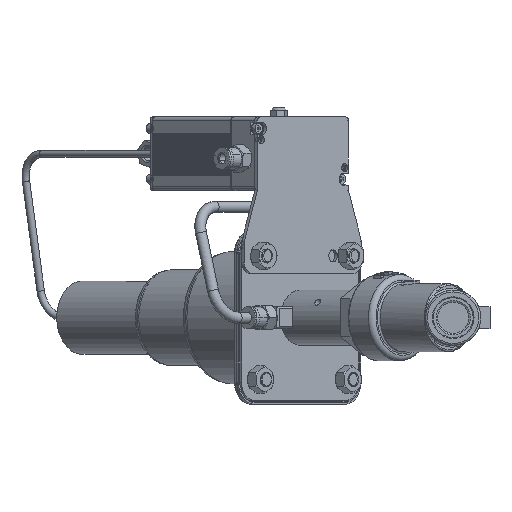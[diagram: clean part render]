
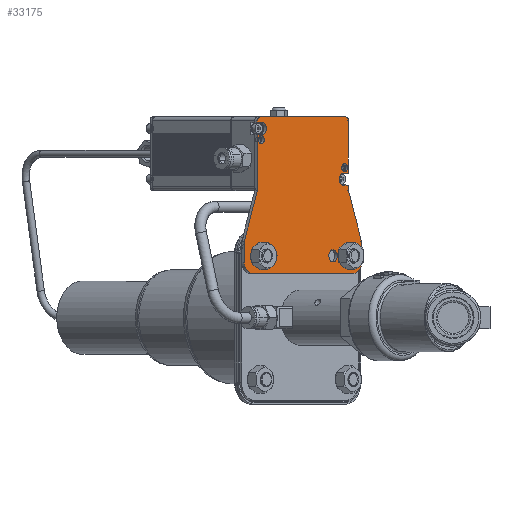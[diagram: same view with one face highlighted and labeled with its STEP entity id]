
A CAD part, left-side view. The second image highlights one B-rep face of the part: STEP entity #33175.
In plain terms, the highlighted planar face has unit normal (-0.707, -0.707, 0).
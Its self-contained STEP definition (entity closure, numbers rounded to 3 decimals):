
#32295=CARTESIAN_POINT('',(96.604,68.152,33.585));
#32296=VERTEX_POINT('',#32295);
#32297=CARTESIAN_POINT('',(98.902,65.853,33.585));
#32298=DIRECTION('',(-0.707,-0.707,-0.0));
#32299=DIRECTION('',(-0.707,0.707,0.0));
#32300=AXIS2_PLACEMENT_3D('',#32297,#32298,#32299);
#32301=CIRCLE('',#32300,3.25);
#32302=EDGE_CURVE('n� 1928',#32296,#32296,#32301,.T.);
#32323=CARTESIAN_POINT('',(63.862,100.894,33.585));
#32324=VERTEX_POINT('',#32323);
#32325=CARTESIAN_POINT('',(66.16,98.596,33.585));
#32326=DIRECTION('',(-0.707,-0.707,-0.0));
#32327=DIRECTION('',(-0.707,0.707,0.0));
#32328=AXIS2_PLACEMENT_3D('',#32325,#32326,#32327);
#32329=CIRCLE('',#32328,3.25);
#32330=EDGE_CURVE('n� 2874',#32324,#32324,#32329,.T.);
#32351=CARTESIAN_POINT('',(55.599,109.157,33.588));
#32352=VERTEX_POINT('',#32351);
#32353=CARTESIAN_POINT('',(58.781,105.975,33.588));
#32354=DIRECTION('',(-0.707,-0.707,-0.0));
#32355=DIRECTION('',(-0.707,0.707,0.0));
#32356=AXIS2_PLACEMENT_3D('',#32353,#32354,#32355);
#32357=CIRCLE('',#32356,4.5);
#32358=EDGE_CURVE('n� 4102',#32352,#32352,#32357,.T.);
#32379=CARTESIAN_POINT('',(103.099,61.657,33.588));
#32380=VERTEX_POINT('',#32379);
#32381=CARTESIAN_POINT('',(106.281,58.475,33.588));
#32382=DIRECTION('',(-0.707,-0.707,-0.0));
#32383=DIRECTION('',(-0.707,0.707,0.0));
#32384=AXIS2_PLACEMENT_3D('',#32381,#32382,#32383);
#32385=CIRCLE('',#32384,4.5);
#32386=EDGE_CURVE('n� 5544',#32380,#32380,#32385,.T.);
#32407=CARTESIAN_POINT('',(103.568,61.188,81.49));
#32408=VERTEX_POINT('',#32407);
#32409=CARTESIAN_POINT('',(105.159,59.597,81.49));
#32410=DIRECTION('',(-0.707,-0.707,-0.0));
#32411=DIRECTION('',(-0.707,0.707,0.0));
#32412=AXIS2_PLACEMENT_3D('',#32409,#32410,#32411);
#32413=CIRCLE('',#32412,2.25);
#32414=EDGE_CURVE('n� 7146',#32408,#32408,#32413,.T.);
#32435=CARTESIAN_POINT('',(58.313,106.443,96.69));
#32436=VERTEX_POINT('',#32435);
#32437=CARTESIAN_POINT('',(59.904,104.852,96.69));
#32438=DIRECTION('',(-0.707,-0.707,-0.0));
#32439=DIRECTION('',(-0.707,0.707,0.0));
#32440=AXIS2_PLACEMENT_3D('',#32437,#32438,#32439);
#32441=CIRCLE('',#32440,2.25);
#32442=EDGE_CURVE('n� 8877',#32436,#32436,#32441,.T.);
#32463=CARTESIAN_POINT('',(57.783,106.973,107.09));
#32464=VERTEX_POINT('',#32463);
#32471=CARTESIAN_POINT('',(59.197,105.559,109.09));
#32472=VERTEX_POINT('',#32471);
#32473=CARTESIAN_POINT('',(59.197,105.559,107.09));
#32474=DIRECTION('',(0.707,0.707,0.0));
#32475=DIRECTION('',(-0.707,0.707,0.0));
#32476=AXIS2_PLACEMENT_3D('',#32473,#32474,#32475);
#32477=CIRCLE('',#32476,2.0);
#32478=EDGE_CURVE('n� 10676',#32464,#32472,#32477,.T.);
#32502=CARTESIAN_POINT('',(57.783,106.973,106.09));
#32503=VERTEX_POINT('',#32502);
#32510=CARTESIAN_POINT('',(57.783,106.973,106.09));
#32511=DIRECTION('',(0.0,-0.0,1.0));
#32512=VECTOR('',#32511,1.0);
#32513=LINE('',#32510,#32512);
#32514=EDGE_CURVE('n� 12495',#32503,#32464,#32513,.T.);
#32533=CARTESIAN_POINT('',(60.434,104.322,106.09));
#32534=VERTEX_POINT('',#32533);
#32541=CARTESIAN_POINT('',(60.434,104.322,106.09));
#32542=DIRECTION('',(-0.707,0.707,0.0));
#32543=VECTOR('',#32542,1.0);
#32544=LINE('',#32541,#32543);
#32545=EDGE_CURVE('n� 14322',#32534,#32503,#32544,.T.);
#32565=CARTESIAN_POINT('',(60.434,104.322,99.59));
#32566=VERTEX_POINT('',#32565);
#32573=CARTESIAN_POINT('',(60.434,104.322,102.84));
#32574=DIRECTION('',(-0.707,-0.707,-0.0));
#32575=DIRECTION('',(-0.707,0.707,0.0));
#32576=AXIS2_PLACEMENT_3D('',#32573,#32574,#32575);
#32577=CIRCLE('',#32576,3.25);
#32578=EDGE_CURVE('n� 16089',#32566,#32534,#32577,.T.);
#32597=CARTESIAN_POINT('',(57.783,106.973,99.59));
#32598=VERTEX_POINT('',#32597);
#32605=CARTESIAN_POINT('',(57.783,106.973,99.59));
#32606=DIRECTION('',(0.707,-0.707,-0.0));
#32607=VECTOR('',#32606,1.0);
#32608=LINE('',#32605,#32607);
#32609=EDGE_CURVE('n� 17757',#32598,#32566,#32608,.T.);
#32628=CARTESIAN_POINT('',(57.783,106.973,69.09));
#32629=VERTEX_POINT('',#32628);
#32636=CARTESIAN_POINT('',(57.783,106.973,69.09));
#32637=DIRECTION('',(0.0,-0.0,1.0));
#32638=VECTOR('',#32637,1.0);
#32639=LINE('',#32636,#32638);
#32640=EDGE_CURVE('n� 19246',#32629,#32598,#32639,.T.);
#32659=CARTESIAN_POINT('',(50.711,114.044,41.615));
#32660=VERTEX_POINT('',#32659);
#32667=CARTESIAN_POINT('',(50.711,114.044,41.615));
#32668=DIRECTION('',(0.242,-0.242,0.94));
#32669=VECTOR('',#32668,1.0);
#32670=LINE('',#32667,#32669);
#32671=EDGE_CURVE('n� 20534',#32660,#32629,#32670,.T.);
#32690=CARTESIAN_POINT('',(50.711,114.044,30.09));
#32691=VERTEX_POINT('',#32690);
#32698=CARTESIAN_POINT('',(50.711,114.044,30.09));
#32699=DIRECTION('',(0.0,-0.0,1.0));
#32700=VECTOR('',#32699,1.0);
#32701=LINE('',#32698,#32700);
#32702=EDGE_CURVE('n� 21624',#32691,#32660,#32701,.T.);
#32722=CARTESIAN_POINT('',(54.954,109.802,24.09));
#32723=VERTEX_POINT('',#32722);
#32730=CARTESIAN_POINT('',(54.954,109.802,30.09));
#32731=DIRECTION('',(0.707,0.707,0.0));
#32732=DIRECTION('',(-0.707,0.707,0.0));
#32733=AXIS2_PLACEMENT_3D('',#32730,#32731,#32732);
#32734=CIRCLE('',#32733,6.0);
#32735=EDGE_CURVE('n� 22521',#32723,#32691,#32734,.T.);
#32754=CARTESIAN_POINT('',(110.108,54.647,24.09));
#32755=VERTEX_POINT('',#32754);
#32762=CARTESIAN_POINT('',(110.108,54.647,24.09));
#32763=DIRECTION('',(-0.707,0.707,0.0));
#32764=VECTOR('',#32763,1.0);
#32765=LINE('',#32762,#32764);
#32766=EDGE_CURVE('n� 23271',#32755,#32723,#32765,.T.);
#32786=CARTESIAN_POINT('',(114.351,50.405,30.09));
#32787=VERTEX_POINT('',#32786);
#32794=CARTESIAN_POINT('',(110.108,54.647,30.09));
#32795=DIRECTION('',(0.707,0.707,0.0));
#32796=DIRECTION('',(-0.707,0.707,0.0));
#32797=AXIS2_PLACEMENT_3D('',#32794,#32795,#32796);
#32798=CIRCLE('',#32797,6.0);
#32799=EDGE_CURVE('n� 22525',#32787,#32755,#32798,.T.);
#32818=CARTESIAN_POINT('',(114.351,50.405,41.615));
#32819=VERTEX_POINT('',#32818);
#32826=CARTESIAN_POINT('',(114.351,50.405,41.615));
#32827=DIRECTION('',(-0.0,0.0,-1.0));
#32828=VECTOR('',#32827,1.0);
#32829=LINE('',#32826,#32828);
#32830=EDGE_CURVE('n� 21629',#32819,#32787,#32829,.T.);
#32849=CARTESIAN_POINT('',(107.28,57.476,69.09));
#32850=VERTEX_POINT('',#32849);
#32857=CARTESIAN_POINT('',(107.28,57.476,69.09));
#32858=DIRECTION('',(0.242,-0.242,-0.94));
#32859=VECTOR('',#32858,1.0);
#32860=LINE('',#32857,#32859);
#32861=EDGE_CURVE('n� 20539',#32850,#32819,#32860,.T.);
#32880=CARTESIAN_POINT('',(107.28,57.476,72.09));
#32881=VERTEX_POINT('',#32880);
#32888=CARTESIAN_POINT('',(107.28,57.476,72.09));
#32889=DIRECTION('',(-0.0,0.0,-1.0));
#32890=VECTOR('',#32889,1.0);
#32891=LINE('',#32888,#32890);
#32892=EDGE_CURVE('n� 19251',#32881,#32850,#32891,.T.);
#32911=CARTESIAN_POINT('',(104.628,60.128,72.09));
#32912=VERTEX_POINT('',#32911);
#32919=CARTESIAN_POINT('',(104.628,60.128,72.09));
#32920=DIRECTION('',(0.707,-0.707,-0.0));
#32921=VECTOR('',#32920,1.0);
#32922=LINE('',#32919,#32921);
#32923=EDGE_CURVE('n� 17762',#32912,#32881,#32922,.T.);
#32943=CARTESIAN_POINT('',(104.628,60.128,78.59));
#32944=VERTEX_POINT('',#32943);
#32951=CARTESIAN_POINT('',(104.628,60.128,75.34));
#32952=DIRECTION('',(-0.707,-0.707,-0.0));
#32953=DIRECTION('',(-0.707,0.707,0.0));
#32954=AXIS2_PLACEMENT_3D('',#32951,#32952,#32953);
#32955=CIRCLE('',#32954,3.25);
#32956=EDGE_CURVE('n� 16094',#32944,#32912,#32955,.T.);
#32975=CARTESIAN_POINT('',(107.28,57.476,78.59));
#32976=VERTEX_POINT('',#32975);
#32983=CARTESIAN_POINT('',(107.28,57.476,78.59));
#32984=DIRECTION('',(-0.707,0.707,0.0));
#32985=VECTOR('',#32984,1.0);
#32986=LINE('',#32983,#32985);
#32987=EDGE_CURVE('n� 14327',#32976,#32944,#32986,.T.);
#33006=CARTESIAN_POINT('',(107.28,57.476,107.09));
#33007=VERTEX_POINT('',#33006);
#33014=CARTESIAN_POINT('',(107.28,57.476,107.09));
#33015=DIRECTION('',(-0.0,0.0,-1.0));
#33016=VECTOR('',#33015,1.0);
#33017=LINE('',#33014,#33016);
#33018=EDGE_CURVE('n� 12500',#33007,#32976,#33017,.T.);
#33038=CARTESIAN_POINT('',(105.866,58.89,109.09));
#33039=VERTEX_POINT('',#33038);
#33046=CARTESIAN_POINT('',(105.866,58.89,107.09));
#33047=DIRECTION('',(0.707,0.707,0.0));
#33048=DIRECTION('',(-0.707,0.707,0.0));
#33049=AXIS2_PLACEMENT_3D('',#33046,#33047,#33048);
#33050=CIRCLE('',#33049,2.0);
#33051=EDGE_CURVE('n� 10679',#33039,#33007,#33050,.T.);
#33069=CARTESIAN_POINT('',(59.197,105.559,109.09));
#33070=DIRECTION('',(0.707,-0.707,-0.0));
#33071=VECTOR('',#33070,1.0);
#33072=LINE('',#33069,#33071);
#33073=EDGE_CURVE('n� 8891',#32472,#33039,#33072,.T.);
#33130=ORIENTED_EDGE('n� 7159',*,*,#33073,.F.);
#33131=ORIENTED_EDGE('n� 8888',*,*,#32478,.F.);
#33132=ORIENTED_EDGE('n� 10675',*,*,#32514,.F.);
#33133=ORIENTED_EDGE('n� 12494',*,*,#32545,.F.);
#33134=ORIENTED_EDGE('n� 14321',*,*,#32578,.F.);
#33135=ORIENTED_EDGE('n� 16088',*,*,#32609,.F.);
#33136=ORIENTED_EDGE('n� 17756',*,*,#32640,.F.);
#33137=ORIENTED_EDGE('n� 19245',*,*,#32671,.F.);
#33138=ORIENTED_EDGE('n� 20533',*,*,#32702,.F.);
#33139=ORIENTED_EDGE('n� 21623',*,*,#32735,.F.);
#33140=ORIENTED_EDGE('n� 22520',*,*,#32766,.F.);
#33141=ORIENTED_EDGE('n� 21627',*,*,#32799,.F.);
#33142=ORIENTED_EDGE('n� 20537',*,*,#32830,.F.);
#33143=ORIENTED_EDGE('n� 19249',*,*,#32861,.F.);
#33144=ORIENTED_EDGE('n� 17760',*,*,#32892,.F.);
#33145=ORIENTED_EDGE('n� 16092',*,*,#32923,.F.);
#33146=ORIENTED_EDGE('n� 14325',*,*,#32956,.F.);
#33147=ORIENTED_EDGE('n� 12498',*,*,#32987,.F.);
#33148=ORIENTED_EDGE('n� 10677',*,*,#33018,.F.);
#33149=ORIENTED_EDGE('n� 8889',*,*,#33051,.F.);
#33150=EDGE_LOOP('',(
    #33130,#33131,#33132,#33133,#33134,#33135,#33136,#33137,#33138,#33139,
    #33140,#33141,#33142,#33143,#33144,#33145,#33146,#33147,#33148,#33149));
#33151=FACE_OUTER_BOUND('',#33150,.T.);
#33152=ORIENTED_EDGE('n� 8876',*,*,#32442,.F.);
#33153=EDGE_LOOP('',(#33152));
#33154=FACE_BOUND('',#33153,.T.);
#33155=ORIENTED_EDGE('n� 7145',*,*,#32414,.F.);
#33156=EDGE_LOOP('',(#33155));
#33157=FACE_BOUND('',#33156,.T.);
#33158=ORIENTED_EDGE('n� 5543',*,*,#32386,.F.);
#33159=EDGE_LOOP('',(#33158));
#33160=FACE_BOUND('',#33159,.T.);
#33161=ORIENTED_EDGE('n� 4101',*,*,#32358,.F.);
#33162=EDGE_LOOP('',(#33161));
#33163=FACE_BOUND('',#33162,.T.);
#33164=ORIENTED_EDGE('n� 2873',*,*,#32330,.F.);
#33165=EDGE_LOOP('',(#33164));
#33166=FACE_BOUND('',#33165,.T.);
#33167=ORIENTED_EDGE('n� 1927',*,*,#32302,.F.);
#33168=EDGE_LOOP('',(#33167));
#33169=FACE_BOUND('',#33168,.T.);
#33170=CARTESIAN_POINT('',(82.47,82.286,60.668));
#33171=DIRECTION('',(0.707,0.707,0.0));
#33172=DIRECTION('',(-0.707,0.707,0.0));
#33173=AXIS2_PLACEMENT_3D('',#33170,#33171,#33172);
#33174=PLANE('',#33173);
#33175=ADVANCED_FACE('n� 4111',(#33151,#33154,#33157,#33160,#33163,#33166,#33169),#33174,.F.);
